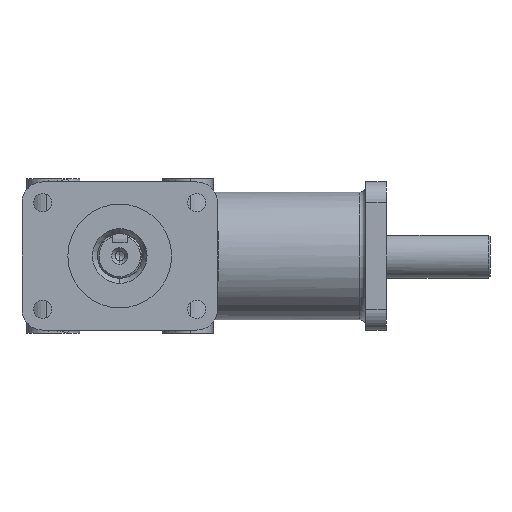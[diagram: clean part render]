
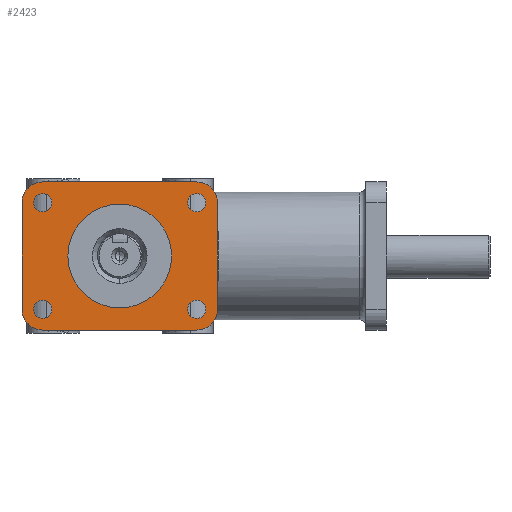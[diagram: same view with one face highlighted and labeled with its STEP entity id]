
A CAD part, left-side view. The second image highlights one B-rep face of the part: STEP entity #2423.
In plain terms, the highlighted planar face has unit normal (-1, 0, 0).
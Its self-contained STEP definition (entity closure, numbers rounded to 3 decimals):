
#2423=ADVANCED_FACE('',(#4989,#4990,#4991,#4992,#4993,#4994),#4995,.T.);
#4989=FACE_OUTER_BOUND('',#11915,.T.);
#4990=FACE_BOUND('',#11916,.T.);
#4991=FACE_BOUND('',#11917,.T.);
#4992=FACE_BOUND('',#11918,.T.);
#4993=FACE_BOUND('',#11919,.T.);
#4994=FACE_BOUND('',#11920,.T.);
#4995=PLANE('',#11921);
#11915=EDGE_LOOP('',(#23856,#23857,#23858,#23859,#23860,#23861,#23862,#23863));
#11916=EDGE_LOOP('',(#23864,#23865,#23866));
#11917=EDGE_LOOP('',(#23867,#23868,#23869));
#11918=EDGE_LOOP('',(#23870,#23871,#23872));
#11919=EDGE_LOOP('',(#23873,#23874,#23875));
#11920=EDGE_LOOP('',(#23876,#23877,#23878));
#11921=AXIS2_PLACEMENT_3D('',#23879,#23880,#23881);
#23856=ORIENTED_EDGE('',*,*,#26569,.T.);
#23857=ORIENTED_EDGE('',*,*,#27478,.T.);
#23858=ORIENTED_EDGE('',*,*,#27393,.T.);
#23859=ORIENTED_EDGE('',*,*,#27472,.T.);
#23860=ORIENTED_EDGE('',*,*,#25353,.T.);
#23861=ORIENTED_EDGE('',*,*,#27475,.T.);
#23862=ORIENTED_EDGE('',*,*,#27819,.T.);
#23863=ORIENTED_EDGE('',*,*,#25802,.T.);
#23864=ORIENTED_EDGE('',*,*,#25569,.F.);
#23865=ORIENTED_EDGE('',*,*,#25568,.F.);
#23866=ORIENTED_EDGE('',*,*,#26140,.F.);
#23867=ORIENTED_EDGE('',*,*,#25575,.F.);
#23868=ORIENTED_EDGE('',*,*,#25574,.F.);
#23869=ORIENTED_EDGE('',*,*,#26759,.F.);
#23870=ORIENTED_EDGE('',*,*,#26320,.F.);
#23871=ORIENTED_EDGE('',*,*,#26319,.F.);
#23872=ORIENTED_EDGE('',*,*,#25328,.F.);
#23873=ORIENTED_EDGE('',*,*,#27687,.F.);
#23874=ORIENTED_EDGE('',*,*,#27686,.F.);
#23875=ORIENTED_EDGE('',*,*,#27595,.F.);
#23876=ORIENTED_EDGE('',*,*,#26821,.T.);
#23877=ORIENTED_EDGE('',*,*,#25310,.T.);
#23878=ORIENTED_EDGE('',*,*,#26822,.T.);
#23879=CARTESIAN_POINT('',(-52.0,0.0,0.));
#23880=DIRECTION('',(-1.0,0.,0.0));
#23881=DIRECTION('',(0.0,0.0,1.0));
#25310=EDGE_CURVE('',#28910,#28908,#28911,.T.);
#25328=EDGE_CURVE('',#28938,#28940,#28941,.T.);
#25353=EDGE_CURVE('',#28980,#28981,#28982,.T.);
#25568=EDGE_CURVE('',#29344,#29346,#29347,.T.);
#25569=EDGE_CURVE('',#29346,#29340,#29348,.T.);
#25574=EDGE_CURVE('',#29355,#29357,#29358,.T.);
#25575=EDGE_CURVE('',#29357,#29351,#29359,.T.);
#25802=EDGE_CURVE('',#29727,#29728,#29729,.T.);
#26140=EDGE_CURVE('',#29340,#29344,#30267,.T.);
#26319=EDGE_CURVE('',#28940,#30547,#30548,.T.);
#26320=EDGE_CURVE('',#30547,#28938,#30549,.T.);
#26569=EDGE_CURVE('',#29728,#30910,#30911,.T.);
#26759=EDGE_CURVE('',#29351,#29355,#31191,.T.);
#26821=EDGE_CURVE('',#31269,#28910,#31270,.T.);
#26822=EDGE_CURVE('',#28908,#31269,#31271,.T.);
#27393=EDGE_CURVE('',#31991,#31992,#31993,.T.);
#27472=EDGE_CURVE('',#31992,#28980,#32092,.T.);
#27475=EDGE_CURVE('',#28981,#32095,#32096,.T.);
#27478=EDGE_CURVE('',#30910,#31991,#32099,.T.);
#27595=EDGE_CURVE('',#32232,#32234,#32235,.T.);
#27686=EDGE_CURVE('',#32234,#32341,#32342,.T.);
#27687=EDGE_CURVE('',#32341,#32232,#32343,.T.);
#27819=EDGE_CURVE('',#32095,#29727,#32483,.T.);
#28908=VERTEX_POINT('',#36979);
#28910=VERTEX_POINT('',#36982);
#28911=CIRCLE('',#36983,17.5);
#28938=VERTEX_POINT('',#37021);
#28940=VERTEX_POINT('',#37024);
#28941=CIRCLE('',#37025,3.1);
#28980=VERTEX_POINT('',#37203);
#28981=VERTEX_POINT('',#37204);
#28982=LINE('',#37205,#37206);
#29340=VERTEX_POINT('',#38218);
#29344=VERTEX_POINT('',#38223);
#29346=VERTEX_POINT('',#38226);
#29347=CIRCLE('',#38227,3.1);
#29348=CIRCLE('',#38228,3.1);
#29351=VERTEX_POINT('',#38231);
#29355=VERTEX_POINT('',#38236);
#29357=VERTEX_POINT('',#38239);
#29358=CIRCLE('',#38240,3.1);
#29359=CIRCLE('',#38241,3.1);
#29727=VERTEX_POINT('',#39604);
#29728=VERTEX_POINT('',#39605);
#29729=CIRCLE('',#39606,7.0);
#30267=CIRCLE('',#41429,3.1);
#30547=VERTEX_POINT('',#42119);
#30548=CIRCLE('',#42120,3.1);
#30549=CIRCLE('',#42121,3.1);
#30910=VERTEX_POINT('',#43640);
#30911=LINE('',#43641,#43642);
#31191=CIRCLE('',#44511,3.1);
#31269=VERTEX_POINT('',#44752);
#31270=CIRCLE('',#44753,17.5);
#31271=CIRCLE('',#44754,17.5);
#31991=VERTEX_POINT('',#47165);
#31992=VERTEX_POINT('',#47166);
#31993=LINE('',#47167,#47168);
#32092=CIRCLE('',#47490,7.0);
#32095=VERTEX_POINT('',#47493);
#32096=CIRCLE('',#47494,7.0);
#32099=CIRCLE('',#47498,7.0);
#32232=VERTEX_POINT('',#47814);
#32234=VERTEX_POINT('',#47817);
#32235=CIRCLE('',#47818,3.1);
#32341=VERTEX_POINT('',#48187);
#32342=CIRCLE('',#48188,3.1);
#32343=CIRCLE('',#48189,3.1);
#32483=LINE('',#48841,#48842);
#36979=CARTESIAN_POINT('',(-52.0,0.,17.5));
#36982=CARTESIAN_POINT('',(-52.0,0.,-17.5));
#36983=AXIS2_PLACEMENT_3D('',#49366,#49367,#49368);
#37021=CARTESIAN_POINT('',(-52.0,-29.1,18.0));
#37024=CARTESIAN_POINT('',(-52.0,-22.9,18.0));
#37025=AXIS2_PLACEMENT_3D('',#49384,#49385,#49386);
#37203=CARTESIAN_POINT('',(-52.0,-26.0,25.0));
#37204=CARTESIAN_POINT('',(-52.0,26.0,25.0));
#37205=CARTESIAN_POINT('',(-52.0,-26.0,25.0));
#37206=VECTOR('',#49408,1000.0);
#38218=CARTESIAN_POINT('',(-52.0,22.9,-18.0));
#38223=CARTESIAN_POINT('',(-52.0,29.1,-18.0));
#38226=CARTESIAN_POINT('',(-52.0,26.0,-21.1));
#38227=AXIS2_PLACEMENT_3D('',#49548,#49549,#49550);
#38228=AXIS2_PLACEMENT_3D('',#49551,#49552,#49553);
#38231=CARTESIAN_POINT('',(-52.0,-29.1,-18.0));
#38236=CARTESIAN_POINT('',(-52.0,-22.9,-18.0));
#38239=CARTESIAN_POINT('',(-52.0,-26.0,-21.1));
#38240=AXIS2_PLACEMENT_3D('',#49559,#49560,#49561);
#38241=AXIS2_PLACEMENT_3D('',#49562,#49563,#49564);
#39604=CARTESIAN_POINT('',(-52.0,33.0,-18.0));
#39605=CARTESIAN_POINT('',(-52.0,26.0,-25.0));
#39606=AXIS2_PLACEMENT_3D('',#49694,#49695,#49696);
#41429=AXIS2_PLACEMENT_3D('',#49961,#49962,#49963);
#42119=CARTESIAN_POINT('',(-52.0,-26.0,14.9));
#42120=AXIS2_PLACEMENT_3D('',#50166,#50167,#50168);
#42121=AXIS2_PLACEMENT_3D('',#50169,#50170,#50171);
#43640=CARTESIAN_POINT('',(-52.0,-26.0,-25.0));
#43641=CARTESIAN_POINT('',(-52.0,26.0,-25.0));
#43642=VECTOR('',#50351,1000.0);
#44511=AXIS2_PLACEMENT_3D('',#50541,#50542,#50543);
#44752=CARTESIAN_POINT('',(-52.0,-17.5,0.));
#44753=AXIS2_PLACEMENT_3D('',#50587,#50588,#50589);
#44754=AXIS2_PLACEMENT_3D('',#50590,#50591,#50592);
#47165=CARTESIAN_POINT('',(-52.0,-33.0,-18.0));
#47166=CARTESIAN_POINT('',(-52.0,-33.0,18.0));
#47167=CARTESIAN_POINT('',(-52.0,-33.0,-18.0));
#47168=VECTOR('',#50982,1000.0);
#47490=AXIS2_PLACEMENT_3D('',#51052,#51053,#51054);
#47493=CARTESIAN_POINT('',(-52.0,33.0,18.0));
#47494=AXIS2_PLACEMENT_3D('',#51055,#51056,#51057);
#47498=AXIS2_PLACEMENT_3D('',#51059,#51060,#51061);
#47814=CARTESIAN_POINT('',(-52.0,22.9,18.0));
#47817=CARTESIAN_POINT('',(-52.0,29.1,18.0));
#47818=AXIS2_PLACEMENT_3D('',#51128,#51129,#51130);
#48187=CARTESIAN_POINT('',(-52.0,26.0,14.9));
#48188=AXIS2_PLACEMENT_3D('',#51174,#51175,#51176);
#48189=AXIS2_PLACEMENT_3D('',#51177,#51178,#51179);
#48841=CARTESIAN_POINT('',(-52.0,33.0,18.0));
#48842=VECTOR('',#51238,1000.0);
#49366=CARTESIAN_POINT('',(-52.0,0.0,0.));
#49367=DIRECTION('',(1.0,0.0,0.0));
#49368=DIRECTION('',(0.0,-1.0,0.0));
#49384=CARTESIAN_POINT('',(-52.0,-26.0,18.0));
#49385=DIRECTION('',(-1.0,0.,-0.0));
#49386=DIRECTION('',(0.0,0.0,-1.0));
#49408=DIRECTION('',(0.0,1.0,0.0));
#49548=CARTESIAN_POINT('',(-52.0,26.0,-18.0));
#49549=DIRECTION('',(-1.0,0.,-0.0));
#49550=DIRECTION('',(0.0,0.0,-1.0));
#49551=CARTESIAN_POINT('',(-52.0,26.0,-18.0));
#49552=DIRECTION('',(-1.0,0.,-0.0));
#49553=DIRECTION('',(0.0,0.0,-1.0));
#49559=CARTESIAN_POINT('',(-52.0,-26.0,-18.0));
#49560=DIRECTION('',(-1.0,0.,-0.0));
#49561=DIRECTION('',(0.0,0.0,-1.0));
#49562=CARTESIAN_POINT('',(-52.0,-26.0,-18.0));
#49563=DIRECTION('',(-1.0,0.,-0.0));
#49564=DIRECTION('',(0.0,0.0,-1.0));
#49694=CARTESIAN_POINT('',(-52.0,26.0,-18.0));
#49695=DIRECTION('',(-1.0,0.0,0.0));
#49696=DIRECTION('',(0.0,1.0,0.0));
#49961=CARTESIAN_POINT('',(-52.0,26.0,-18.0));
#49962=DIRECTION('',(-1.0,0.,-0.0));
#49963=DIRECTION('',(0.0,0.0,-1.0));
#50166=CARTESIAN_POINT('',(-52.0,-26.0,18.0));
#50167=DIRECTION('',(-1.0,0.,-0.0));
#50168=DIRECTION('',(0.0,0.0,-1.0));
#50169=CARTESIAN_POINT('',(-52.0,-26.0,18.0));
#50170=DIRECTION('',(-1.0,0.,-0.0));
#50171=DIRECTION('',(0.0,0.0,-1.0));
#50351=DIRECTION('',(0.0,-1.0,0.0));
#50541=CARTESIAN_POINT('',(-52.0,-26.0,-18.0));
#50542=DIRECTION('',(-1.0,0.,-0.0));
#50543=DIRECTION('',(0.0,0.0,-1.0));
#50587=CARTESIAN_POINT('',(-52.0,0.0,0.));
#50588=DIRECTION('',(1.0,0.0,0.0));
#50589=DIRECTION('',(0.0,-1.0,0.0));
#50590=CARTESIAN_POINT('',(-52.0,0.0,0.));
#50591=DIRECTION('',(1.0,0.0,0.0));
#50592=DIRECTION('',(0.0,-1.0,0.0));
#50982=DIRECTION('',(0.0,0.,1.0));
#51052=CARTESIAN_POINT('',(-52.0,-26.0,18.0));
#51053=DIRECTION('',(-1.0,0.0,0.0));
#51054=DIRECTION('',(0.0,1.0,0.0));
#51055=CARTESIAN_POINT('',(-52.0,26.0,18.0));
#51056=DIRECTION('',(-1.0,0.0,0.0));
#51057=DIRECTION('',(0.0,-1.0,0.0));
#51059=CARTESIAN_POINT('',(-52.0,-26.0,-18.0));
#51060=DIRECTION('',(-1.0,0.0,0.0));
#51061=DIRECTION('',(0.0,1.0,0.0));
#51128=CARTESIAN_POINT('',(-52.0,26.0,18.0));
#51129=DIRECTION('',(-1.0,0.,-0.0));
#51130=DIRECTION('',(0.0,0.0,-1.0));
#51174=CARTESIAN_POINT('',(-52.0,26.0,18.0));
#51175=DIRECTION('',(-1.0,0.,-0.0));
#51176=DIRECTION('',(0.0,0.0,-1.0));
#51177=CARTESIAN_POINT('',(-52.0,26.0,18.0));
#51178=DIRECTION('',(-1.0,0.,-0.0));
#51179=DIRECTION('',(0.0,0.0,-1.0));
#51238=DIRECTION('',(0.0,0.,-1.0));
